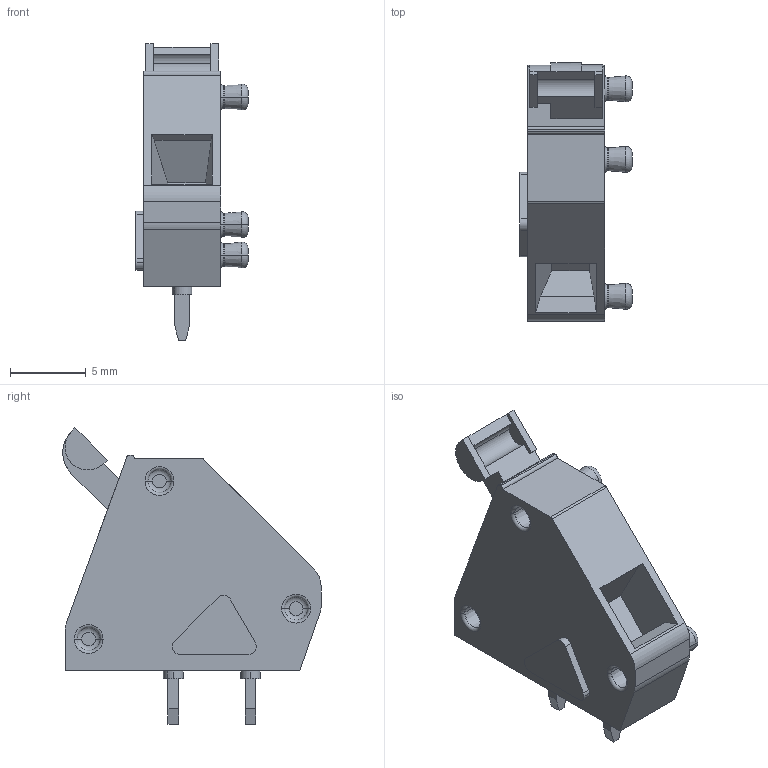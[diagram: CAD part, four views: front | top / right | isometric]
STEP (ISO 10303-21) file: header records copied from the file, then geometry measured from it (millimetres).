
FILE_DESCRIPTION (( 'STEP AP214' ), '1' );
FILE_NAME ('pxc_1706714_02_ZFKDS-1-5-W-5-08_3D.STEP', '2019-11-14T20:11:07', ( '' ), ( '' ), 'SwSTEP 2.0', 'SolidWorks 2019', '' );
FILE_SCHEMA (( 'AUTOMOTIVE_DESIGN' ));
Length unit declared in the file: millimetre
Products named in the file (1): pxc_1706714_02_ZFKDS-1-5-W-5-08_3D
Bounding box: 7.38 x 16.99 x 19.5 mm (x, y, z)
Volume: 908.3 mm3; surface area: 834.8 mm2
Topology: 3 solids, 3 shells, 175 faces, 418 edges, 265 vertices
Faces by surface type: plane 82, cylinder 45, torus 36, cone 12
Entity records: 7067 total; most frequent: DIRECTION 956, CARTESIAN_POINT 859, ORIENTED_EDGE 836, EDGE_CURVE 418, AXIS2_PLACEMENT_3D 362, VERTEX_POINT 265, LINE 232, VECTOR 232
